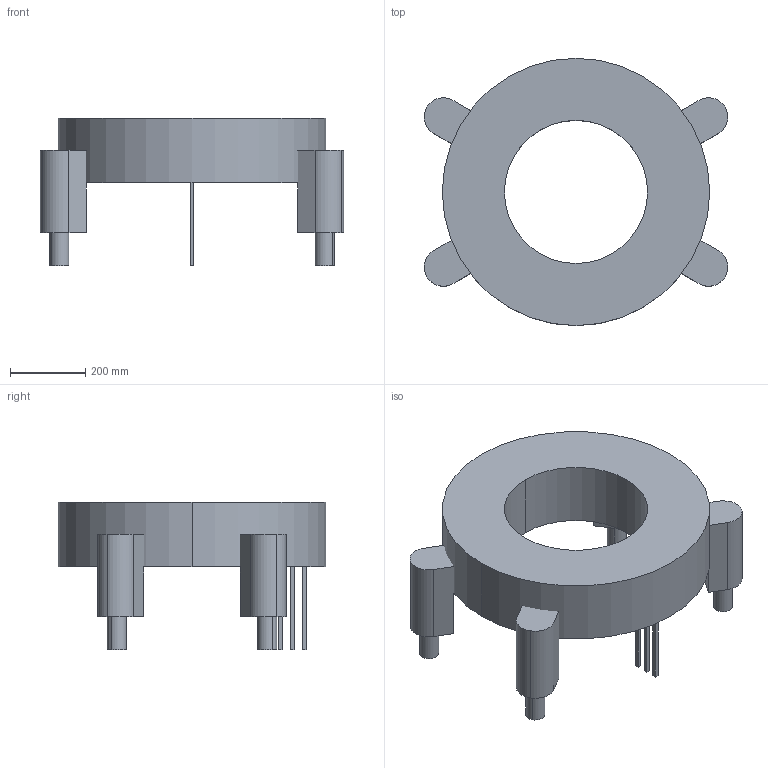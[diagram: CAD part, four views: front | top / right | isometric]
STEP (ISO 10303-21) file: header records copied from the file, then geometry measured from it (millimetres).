
FILE_DESCRIPTION (( 'STEP AP214' ), '1' );
FILE_NAME ('Current sensor.STEP', '2024-09-11T18:53:34', ( 'User' ), ( '' ), 'SwSTEP 2.0', 'SolidWorks 2023', '' );
FILE_SCHEMA (( 'AUTOMOTIVE_DESIGN' ));
Length unit declared in the file: millimetre
Products named in the file (1): Current sensor
Bounding box: 807.72 x 711.2 x 393.7 mm (x, y, z)
Volume: 58687650.4 mm3; surface area: 1691984.8 mm2
Topology: 12 solids, 12 shells, 76 faces, 156 edges, 104 vertices
Faces by surface type: plane 52, cylinder 24
Entity records: 2134 total; most frequent: DIRECTION 358, CARTESIAN_POINT 337, ORIENTED_EDGE 312, EDGE_CURVE 156, AXIS2_PLACEMENT_3D 125, VECTOR 108, LINE 108, VERTEX_POINT 104
